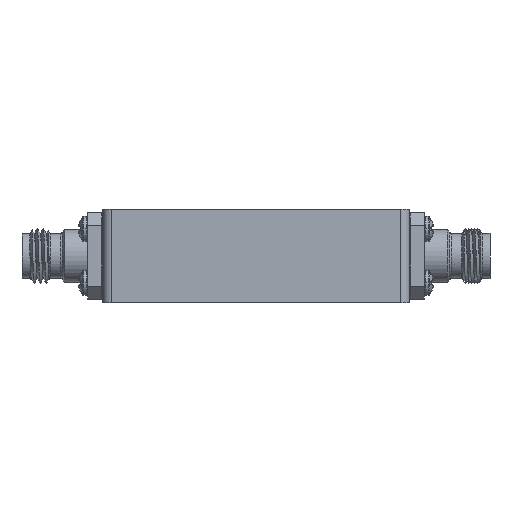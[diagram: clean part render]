
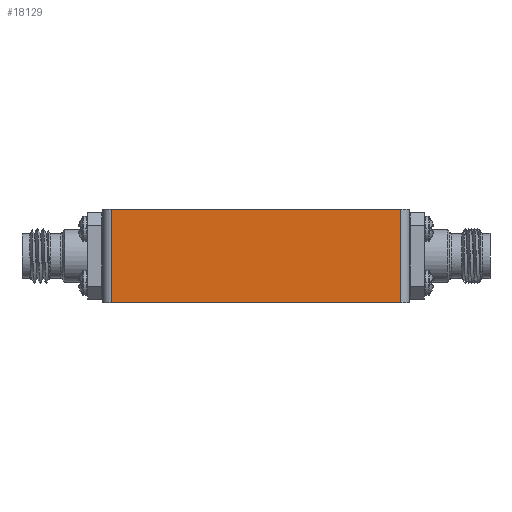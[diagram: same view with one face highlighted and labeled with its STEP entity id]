
A CAD part, left-side view. The second image highlights one B-rep face of the part: STEP entity #18129.
In plain terms, the highlighted planar face has unit normal (-1, 0, 0).
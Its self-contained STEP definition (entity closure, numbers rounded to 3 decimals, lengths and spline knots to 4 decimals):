
#3471 = VERTEX_POINT ( 'NONE', #83978 ) ;
#4555 = EDGE_LOOP ( 'NONE', ( #30497, #48055, #83524, #45258 ) ) ;
#9310 = DIRECTION ( 'NONE',  ( 0., 0., 1. ) ) ;
#12960 = VECTOR ( 'NONE', #22130, 39.3701 ) ;
#16120 = VECTOR ( 'NONE', #76746, 39.3701 ) ;
#16979 = VERTEX_POINT ( 'NONE', #57797 ) ;
#18129 = ADVANCED_FACE ( 'NONE', ( #99713 ), #75422, .F. ) ;
#18963 = CARTESIAN_POINT ( 'NONE',  ( -2.5591, -0.7087, 0. ) ) ;
#19274 = EDGE_CURVE ( 'NONE', #3471, #91765, #33603, .T. ) ;
#19423 = EDGE_CURVE ( 'NONE', #16979, #3471, #43787, .T. ) ;
#22130 = DIRECTION ( 'NONE',  ( 0., 0., -1. ) ) ;
#28170 = VECTOR ( 'NONE', #9310, 39.3701 ) ;
#30497 = ORIENTED_EDGE ( 'NONE', *, *, #91989, .F. ) ;
#31302 = LINE ( 'NONE', #63708, #12960 ) ;
#33603 = LINE ( 'NONE', #83276, #28170 ) ;
#43787 = LINE ( 'NONE', #18963, #16120 ) ;
#45258 = ORIENTED_EDGE ( 'NONE', *, *, #19274, .T. ) ;
#48055 = ORIENTED_EDGE ( 'NONE', *, *, #69345, .T. ) ;
#48464 = DIRECTION ( 'NONE',  ( 0., 0., -1. ) ) ;
#56178 = CARTESIAN_POINT ( 'NONE',  ( -2.5591, -0.7087, 0.4331 ) ) ;
#57797 = CARTESIAN_POINT ( 'NONE',  ( -2.5591, 0.6693, 0. ) ) ;
#63708 = CARTESIAN_POINT ( 'NONE',  ( -2.5591, 0.6693, 0.4331 ) ) ;
#65708 = VECTOR ( 'NONE', #71291, 39.3701 ) ;
#69345 = EDGE_CURVE ( 'NONE', #104248, #16979, #31302, .T. ) ;
#70218 = CARTESIAN_POINT ( 'NONE',  ( -2.5591, -0.6693, 0.4331 ) ) ;
#71291 = DIRECTION ( 'NONE',  ( 0., -1., 0. ) ) ;
#73297 = DIRECTION ( 'NONE',  ( 1., 0., 0. ) ) ;
#74887 = CARTESIAN_POINT ( 'NONE',  ( -2.5591, -0.7087, 0.4331 ) ) ;
#75422 = PLANE ( 'NONE',  #78154 ) ;
#76746 = DIRECTION ( 'NONE',  ( 0., -1., 0. ) ) ;
#78154 = AXIS2_PLACEMENT_3D ( 'NONE', #74887, #73297, #48464 ) ;
#78553 = CARTESIAN_POINT ( 'NONE',  ( -2.5591, 0.6693, 0.4331 ) ) ;
#80999 = LINE ( 'NONE', #56178, #65708 ) ;
#83276 = CARTESIAN_POINT ( 'NONE',  ( -2.5591, -0.6693, 0.4331 ) ) ;
#83524 = ORIENTED_EDGE ( 'NONE', *, *, #19423, .T. ) ;
#83978 = CARTESIAN_POINT ( 'NONE',  ( -2.5591, -0.6693, 0. ) ) ;
#91765 = VERTEX_POINT ( 'NONE', #70218 ) ;
#91989 = EDGE_CURVE ( 'NONE', #104248, #91765, #80999, .T. ) ;
#99713 = FACE_OUTER_BOUND ( 'NONE', #4555, .T. ) ;
#104248 = VERTEX_POINT ( 'NONE', #78553 ) ;
